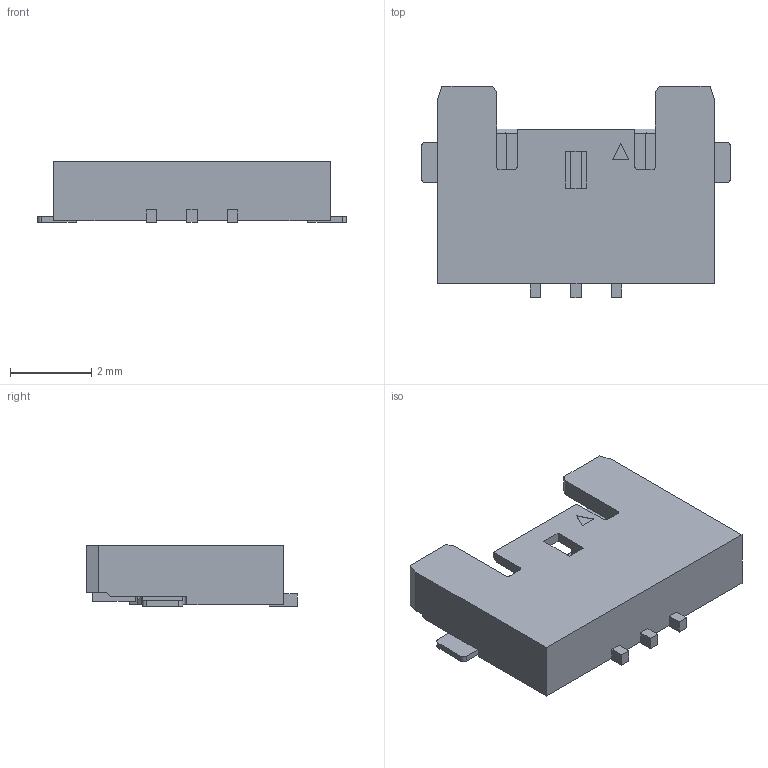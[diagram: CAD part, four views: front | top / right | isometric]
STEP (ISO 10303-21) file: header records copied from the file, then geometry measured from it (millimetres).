
FILE_DESCRIPTION((''),'2;1');
FILE_NAME('5037630391','2019-08-30T',('gga'),(''),'PRO/ENGINEER BY PARAMETRIC TECHNOLOGY CORPORATION, 2016010','PRO/ENGINEER BY PARAMETRIC TECHNOLOGY CORPORATION, 2016010','');
FILE_SCHEMA(('CONFIG_CONTROL_DESIGN'));
Length unit declared in the file: millimetre
Products named in the file (1): 5037630391
Bounding box: 7.6 x 5.19 x 1.5 mm (x, y, z)
Volume: 28.4 mm3; surface area: 155.1 mm2
Topology: 1 solids, 1 shells, 202 faces, 613 edges, 410 vertices
Faces by surface type: plane 180, cylinder 22
Entity records: 6777 total; most frequent: CARTESIAN_POINT 1206, ORIENTED_EDGE 1186, DIRECTION 1063, EDGE_CURVE 593, VECTOR 569, LINE 569, VERTEX_POINT 390, AXIS2_PLACEMENT_3D 247
